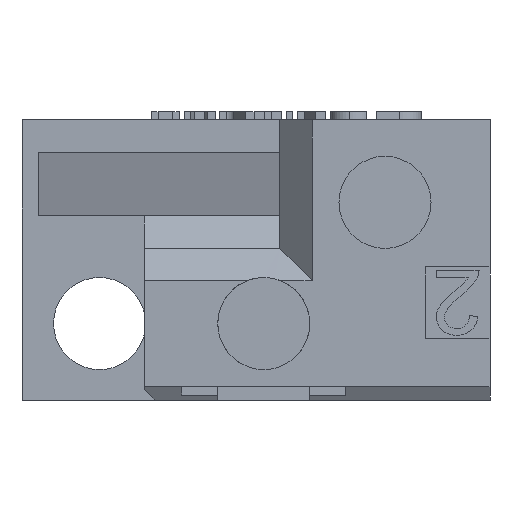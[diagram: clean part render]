
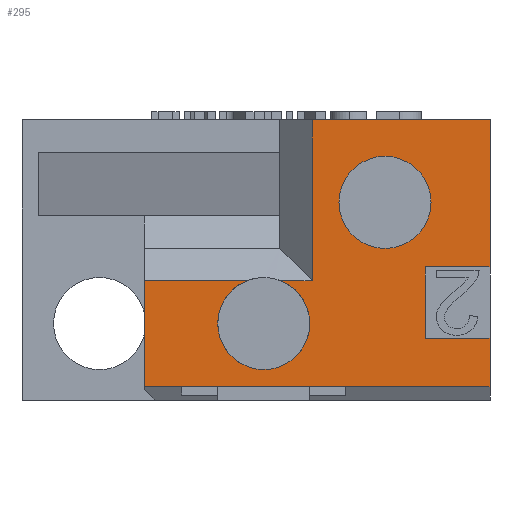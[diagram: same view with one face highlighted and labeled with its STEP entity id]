
A CAD part, front view. The second image highlights one B-rep face of the part: STEP entity #295.
In plain terms, the highlighted planar face has unit normal (0, -1, 0).
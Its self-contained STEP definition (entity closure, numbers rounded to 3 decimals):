
#85=FACE_BOUND('',#790,.T.);
#86=FACE_BOUND('',#791,.T.);
#295=ADVANCED_FACE('',(#85,#86),#432,.F.);
#432=PLANE('',#3699);
#790=EDGE_LOOP('',(#2465));
#791=EDGE_LOOP('',(#2466,#2467,#2468,#2469,#2470,#2471,#2472,#2473,#2474,
#2475,#2476,#2477));
#1122=LINE('',#5456,#1512);
#1158=LINE('',#5532,#1548);
#1170=LINE('',#5555,#1560);
#1171=LINE('',#5556,#1561);
#1172=LINE('',#5558,#1562);
#1174=LINE('',#5562,#1564);
#1176=LINE('',#5566,#1566);
#1177=LINE('',#5568,#1567);
#1178=LINE('',#5570,#1568);
#1179=LINE('',#5572,#1569);
#1180=LINE('',#5574,#1570);
#1512=VECTOR('',#4484,1.);
#1548=VECTOR('',#4548,1.);
#1560=VECTOR('',#4572,1.);
#1561=VECTOR('',#4573,1.);
#1562=VECTOR('',#4576,1.);
#1564=VECTOR('',#4580,1.);
#1566=VECTOR('',#4584,1.);
#1567=VECTOR('',#4585,1.);
#1568=VECTOR('',#4586,1.);
#1569=VECTOR('',#4587,1.);
#1570=VECTOR('',#4588,1.);
#2465=ORIENTED_EDGE('',*,*,#3164,.F.);
#2466=ORIENTED_EDGE('',*,*,#3303,.F.);
#2467=ORIENTED_EDGE('',*,*,#3301,.F.);
#2468=ORIENTED_EDGE('',*,*,#3299,.F.);
#2469=ORIENTED_EDGE('',*,*,#3298,.F.);
#2470=ORIENTED_EDGE('',*,*,#3237,.F.);
#2471=ORIENTED_EDGE('',*,*,#3297,.F.);
#2472=ORIENTED_EDGE('',*,*,#3247,.F.);
#2473=ORIENTED_EDGE('',*,*,#3285,.F.);
#2474=ORIENTED_EDGE('',*,*,#3304,.F.);
#2475=ORIENTED_EDGE('',*,*,#3305,.F.);
#2476=ORIENTED_EDGE('',*,*,#3306,.F.);
#2477=ORIENTED_EDGE('',*,*,#3307,.F.);
#2739=VERTEX_POINT('',#5278);
#2796=VERTEX_POINT('',#5434);
#2797=VERTEX_POINT('',#5436);
#2802=VERTEX_POINT('',#5455);
#2803=VERTEX_POINT('',#5457);
#2828=VERTEX_POINT('',#5531);
#2833=VERTEX_POINT('',#5554);
#2834=VERTEX_POINT('',#5559);
#2835=VERTEX_POINT('',#5563);
#2836=VERTEX_POINT('',#5567);
#2837=VERTEX_POINT('',#5569);
#2838=VERTEX_POINT('',#5571);
#2839=VERTEX_POINT('',#5573);
#3164=EDGE_CURVE('',#2739,#2739,#3378,.T.);
#3237=EDGE_CURVE('',#2796,#2797,#3391,.T.);
#3247=EDGE_CURVE('',#2802,#2803,#1122,.T.);
#3285=EDGE_CURVE('',#2828,#2802,#1158,.T.);
#3297=EDGE_CURVE('',#2803,#2796,#1170,.T.);
#3298=EDGE_CURVE('',#2797,#2833,#1171,.T.);
#3299=EDGE_CURVE('',#2833,#2834,#1172,.T.);
#3301=EDGE_CURVE('',#2834,#2835,#1174,.T.);
#3303=EDGE_CURVE('',#2835,#2836,#1176,.T.);
#3304=EDGE_CURVE('',#2837,#2828,#1177,.T.);
#3305=EDGE_CURVE('',#2838,#2837,#1178,.T.);
#3306=EDGE_CURVE('',#2839,#2838,#1179,.T.);
#3307=EDGE_CURVE('',#2836,#2839,#1180,.T.);
#3378=CIRCLE('',#3629,1.425);
#3391=CIRCLE('',#3670,1.425);
#3629=AXIS2_PLACEMENT_3D('',#5277,#4326,#4327);
#3670=AXIS2_PLACEMENT_3D('',#5435,#4467,#4468);
#3699=AXIS2_PLACEMENT_3D('',#5575,#4589,#4590);
#4326=DIRECTION('',(0.,-1.,0.));
#4327=DIRECTION('',(0.,0.,-1.));
#4467=DIRECTION('',(0.,-1.,0.));
#4468=DIRECTION('',(-0.359,0.,0.933));
#4484=DIRECTION('',(0.,0.,1.));
#4548=DIRECTION('',(-1.,0.,0.));
#4572=DIRECTION('',(1.,0.,0.));
#4573=DIRECTION('',(1.,0.,0.));
#4576=DIRECTION('',(0.,0.,1.));
#4580=DIRECTION('',(1.,0.,0.));
#4584=DIRECTION('',(0.,0.,-1.));
#4585=DIRECTION('',(0.,0.,-1.));
#4586=DIRECTION('',(1.,0.,0.));
#4587=DIRECTION('',(0.,0.,-1.));
#4588=DIRECTION('',(-1.,0.,0.));
#4589=DIRECTION('',(0.,1.,0.));
#4590=DIRECTION('',(-1.,0.,0.));
#5277=CARTESIAN_POINT('',(-3.25,-18.6,6.12));
#5278=CARTESIAN_POINT('',(-3.25,-18.6,4.695));
#5434=CARTESIAN_POINT('',(-7.512,-18.6,3.7));
#5435=CARTESIAN_POINT('',(-7.,-18.6,2.37));
#5436=CARTESIAN_POINT('',(-6.489,-18.602,3.7));
#5455=CARTESIAN_POINT('',(-10.7,-18.6,0.42));
#5456=CARTESIAN_POINT('',(-10.7,-18.6,0.42));
#5457=CARTESIAN_POINT('',(-10.7,-18.6,3.7));
#5531=CARTESIAN_POINT('',(0.,-18.6,0.42));
#5532=CARTESIAN_POINT('',(0.,-18.6,0.42));
#5554=CARTESIAN_POINT('',(-5.5,-18.6,3.7));
#5555=CARTESIAN_POINT('',(-10.7,-18.6,3.7));
#5556=CARTESIAN_POINT('',(-6.5,-18.6,3.7));
#5558=CARTESIAN_POINT('',(-5.5,-18.6,3.7));
#5559=CARTESIAN_POINT('',(-5.5,-18.6,8.67));
#5562=CARTESIAN_POINT('',(-5.5,-18.6,8.67));
#5563=CARTESIAN_POINT('',(0.,-18.6,8.67));
#5566=CARTESIAN_POINT('',(0.,-18.6,8.67));
#5567=CARTESIAN_POINT('',(0.,-18.6,4.12));
#5568=CARTESIAN_POINT('',(0.,-18.6,1.92));
#5569=CARTESIAN_POINT('',(0.,-18.6,1.92));
#5570=CARTESIAN_POINT('',(-2.,-18.6,1.92));
#5571=CARTESIAN_POINT('',(-2.,-18.6,1.92));
#5572=CARTESIAN_POINT('',(-2.,-18.6,4.12));
#5573=CARTESIAN_POINT('',(-2.,-18.6,4.12));
#5574=CARTESIAN_POINT('',(0.,-18.6,4.12));
#5575=CARTESIAN_POINT('',(0.,-18.6,0.));
